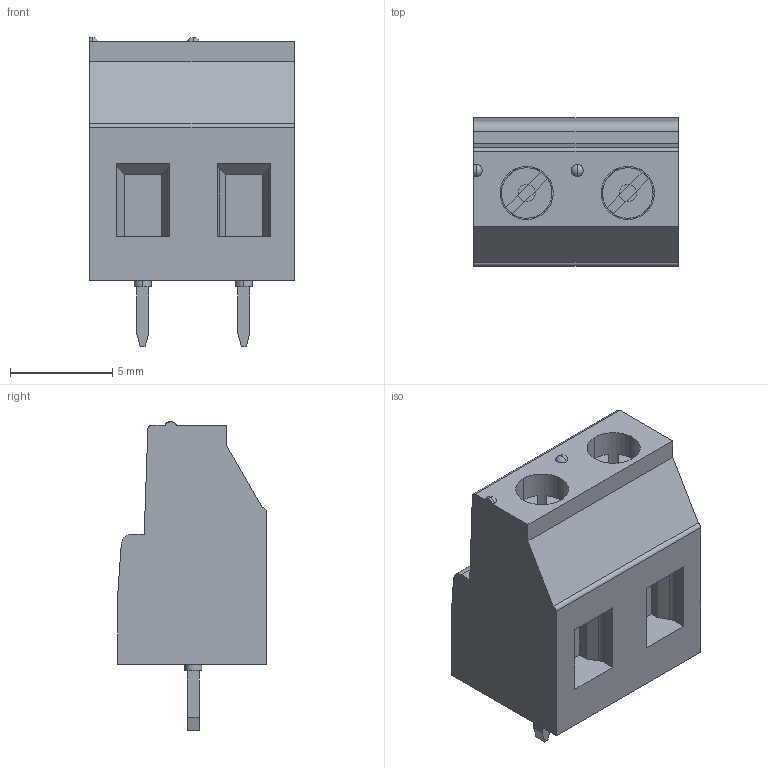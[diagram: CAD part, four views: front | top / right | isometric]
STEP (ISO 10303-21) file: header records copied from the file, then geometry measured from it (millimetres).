
FILE_DESCRIPTION(('FreeCAD Model'),'2;1');
FILE_NAME( 'x3d_Phoenix2.step', '2017-12-08T19:10:45',('kicad StepUp'),('ksu MCAD'), 'Open CASCADE STEP processor 6.8','FreeCAD','Unknown');
FILE_SCHEMA(('AUTOMOTIVE_DESIGN_CC2 { 1 2 10303 214 -1 1 5 4 }'));
Length unit declared in the file: millimetre
Products named in the file (2): ASSEMBLY; x3d_Phoenix2
Assembly tree (1 placements, depth 2):
  ASSEMBLY
    x3d_Phoenix2
Bounding box: 10.03 x 7.28 x 15.14 mm (x, y, z)
Volume: 681.2 mm3; surface area: 617.1 mm2
Topology: 1 solids, 1 shells, 147 faces, 370 edges, 240 vertices
Faces by surface type: plane 102, cylinder 41, sphere 4
Entity records: 5451 total; most frequent: DIRECTION 774, CARTESIAN_POINT 759, ORIENTED_EDGE 740, EDGE_CURVE 370, LINE 264, VECTOR 264, AXIS2_PLACEMENT_3D 255, VERTEX_POINT 240
